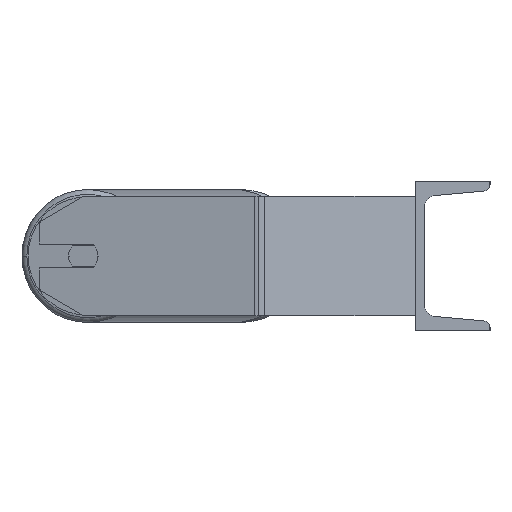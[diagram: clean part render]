
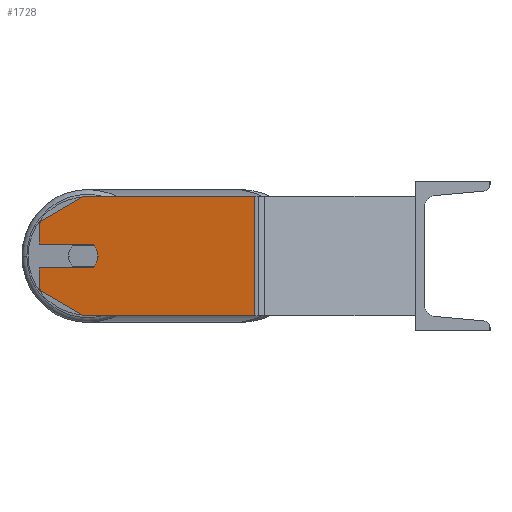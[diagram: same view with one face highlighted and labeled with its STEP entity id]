
A CAD part, left-side view. The second image highlights one B-rep face of the part: STEP entity #1728.
In plain terms, the highlighted planar face has unit normal (-0.985, 0.174, 0).
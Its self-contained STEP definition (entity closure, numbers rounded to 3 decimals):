
#1 = DIRECTION ( 'NONE',  ( 0., 0., -1. ) ) ;
#103 = PLANE ( 'NONE',  #8717 ) ;
#155 = CARTESIAN_POINT ( 'NONE',  ( -886.931, 251.768, 8. ) ) ;
#318 = CARTESIAN_POINT ( 'NONE',  ( -886.931, 251.768, 22.679 ) ) ;
#329 = CARTESIAN_POINT ( 'NONE',  ( -912.323, 107.762, 40. ) ) ;
#356 = ORIENTED_EDGE ( 'NONE', *, *, #7732, .F. ) ;
#394 = ORIENTED_EDGE ( 'NONE', *, *, #6306, .F. ) ;
#543 = LINE ( 'NONE', #2105, #5496 ) ;
#886 = DIRECTION ( 'NONE',  ( -0.985, 0.174, 0. ) ) ;
#896 = EDGE_CURVE ( 'NONE', #2767, #9020, #543, .T. ) ;
#1050 = DIRECTION ( 'NONE',  ( -0.15, -0.853, -0.5 ) ) ;
#1165 = ORIENTED_EDGE ( 'NONE', *, *, #8599, .T. ) ;
#1250 = CIRCLE ( 'NONE', #2582, 10. ) ;
#1265 = CIRCLE ( 'NONE', #4787, 10. ) ;
#1345 = EDGE_CURVE ( 'NONE', #7129, #3897, #2232, .T. ) ;
#1434 = DIRECTION ( 'NONE',  ( -0.174, -0.985, 0. ) ) ;
#1503 = LINE ( 'NONE', #5071, #3000 ) ;
#1662 = DIRECTION ( 'NONE',  ( -0.174, -0.985, 0. ) ) ;
#1705 = CARTESIAN_POINT ( 'NONE',  ( -892.14, 222.223, 40. ) ) ;
#1728 = ADVANCED_FACE ( 'NONE', ( #7857 ), #103, .F. ) ;
#1760 = VERTEX_POINT ( 'NONE', #7810 ) ;
#2015 = DIRECTION ( 'NONE',  ( 0., 0., -1. ) ) ;
#2066 = VERTEX_POINT ( 'NONE', #8636 ) ;
#2105 = CARTESIAN_POINT ( 'NONE',  ( -886.931, 251.768, 40. ) ) ;
#2232 = LINE ( 'NONE', #3836, #3826 ) ;
#2239 = DIRECTION ( 'NONE',  ( -0.174, -0.985, 0. ) ) ;
#2325 = DIRECTION ( 'NONE',  ( 0.15, 0.853, -0.5 ) ) ;
#2374 = ORIENTED_EDGE ( 'NONE', *, *, #5019, .T. ) ;
#2420 = VERTEX_POINT ( 'NONE', #4053 ) ;
#2465 = ORIENTED_EDGE ( 'NONE', *, *, #5728, .F. ) ;
#2581 = CARTESIAN_POINT ( 'NONE',  ( -886.931, 251.768, 8. ) ) ;
#2582 = AXIS2_PLACEMENT_3D ( 'NONE', #4703, #5479, #3450 ) ;
#2767 = VERTEX_POINT ( 'NONE', #4773 ) ;
#3000 = VECTOR ( 'NONE', #2239, 1000. ) ;
#3167 = VECTOR ( 'NONE', #1050, 1000. ) ;
#3241 = LINE ( 'NONE', #329, #5821 ) ;
#3261 = VERTEX_POINT ( 'NONE', #155 ) ;
#3370 = LINE ( 'NONE', #6196, #7889 ) ;
#3450 = DIRECTION ( 'NONE',  ( -0.174, -0.985, 0. ) ) ;
#3656 = DIRECTION ( 'NONE',  ( 0.985, -0.174, 0. ) ) ;
#3826 = VECTOR ( 'NONE', #2325, 1000. ) ;
#3836 = CARTESIAN_POINT ( 'NONE',  ( -886.931, 251.768, 22.679 ) ) ;
#3895 = VECTOR ( 'NONE', #1434, 1000. ) ;
#3897 = VERTEX_POINT ( 'NONE', #318 ) ;
#4053 = CARTESIAN_POINT ( 'NONE',  ( -892.14, 222.223, -40. ) ) ;
#4096 = EDGE_LOOP ( 'NONE', ( #7145, #2374, #1165, #5331, #7657, #7082, #6006, #394, #7218, #2465, #356 ) ) ;
#4379 = VERTEX_POINT ( 'NONE', #5566 ) ;
#4546 = EDGE_CURVE ( 'NONE', #4379, #2066, #3241, .T. ) ;
#4703 = CARTESIAN_POINT ( 'NONE',  ( -892.14, 222.223, 0. ) ) ;
#4773 = CARTESIAN_POINT ( 'NONE',  ( -886.931, 251.768, -8. ) ) ;
#4787 = AXIS2_PLACEMENT_3D ( 'NONE', #7271, #886, #1662 ) ;
#5019 = EDGE_CURVE ( 'NONE', #9020, #2420, #7358, .T. ) ;
#5024 = CARTESIAN_POINT ( 'NONE',  ( -886.931, 251.768, -22.679 ) ) ;
#5035 = CARTESIAN_POINT ( 'NONE',  ( -893.182, 216.314, 8. ) ) ;
#5071 = CARTESIAN_POINT ( 'NONE',  ( -893.182, 216.314, -8. ) ) ;
#5087 = CARTESIAN_POINT ( 'NONE',  ( -886.931, 251.768, -40. ) ) ;
#5100 = CARTESIAN_POINT ( 'NONE',  ( -886.931, 251.768, 40. ) ) ;
#5331 = ORIENTED_EDGE ( 'NONE', *, *, #4546, .F. ) ;
#5479 = DIRECTION ( 'NONE',  ( -0.985, 0.174, 0. ) ) ;
#5496 = VECTOR ( 'NONE', #2015, 1000. ) ;
#5566 = CARTESIAN_POINT ( 'NONE',  ( -912.323, 107.762, 40. ) ) ;
#5728 = EDGE_CURVE ( 'NONE', #1760, #6790, #1265, .T. ) ;
#5813 = EDGE_CURVE ( 'NONE', #7129, #4379, #8598, .T. ) ;
#5821 = VECTOR ( 'NONE', #6065, 1000. ) ;
#5915 = CARTESIAN_POINT ( 'NONE',  ( -886.931, 251.768, 40. ) ) ;
#5983 = EDGE_CURVE ( 'NONE', #3897, #3261, #3370, .T. ) ;
#6006 = ORIENTED_EDGE ( 'NONE', *, *, #5983, .T. ) ;
#6065 = DIRECTION ( 'NONE',  ( 0., 0., -1. ) ) ;
#6196 = CARTESIAN_POINT ( 'NONE',  ( -886.931, 251.768, 40. ) ) ;
#6306 = EDGE_CURVE ( 'NONE', #8653, #3261, #8031, .T. ) ;
#6561 = VECTOR ( 'NONE', #7489, 1000. ) ;
#6790 = VERTEX_POINT ( 'NONE', #6957 ) ;
#6957 = CARTESIAN_POINT ( 'NONE',  ( -893.876, 212.375, 0. ) ) ;
#7082 = ORIENTED_EDGE ( 'NONE', *, *, #1345, .T. ) ;
#7129 = VERTEX_POINT ( 'NONE', #1705 ) ;
#7145 = ORIENTED_EDGE ( 'NONE', *, *, #896, .T. ) ;
#7218 = ORIENTED_EDGE ( 'NONE', *, *, #8886, .F. ) ;
#7219 = LINE ( 'NONE', #5087, #3895 ) ;
#7271 = CARTESIAN_POINT ( 'NONE',  ( -892.14, 222.223, 0. ) ) ;
#7358 = LINE ( 'NONE', #7397, #3167 ) ;
#7397 = CARTESIAN_POINT ( 'NONE',  ( -892.14, 222.223, -40. ) ) ;
#7489 = DIRECTION ( 'NONE',  ( 0.174, 0.985, 0. ) ) ;
#7657 = ORIENTED_EDGE ( 'NONE', *, *, #5813, .F. ) ;
#7732 = EDGE_CURVE ( 'NONE', #2767, #1760, #1503, .T. ) ;
#7810 = CARTESIAN_POINT ( 'NONE',  ( -893.182, 216.314, -8. ) ) ;
#7857 = FACE_OUTER_BOUND ( 'NONE', #4096, .T. ) ;
#7889 = VECTOR ( 'NONE', #1, 1000. ) ;
#7913 = DIRECTION ( 'NONE',  ( -0.174, -0.985, 0. ) ) ;
#7950 = DIRECTION ( 'NONE',  ( 0.174, 0.985, 0. ) ) ;
#8031 = LINE ( 'NONE', #2581, #6561 ) ;
#8047 = VECTOR ( 'NONE', #7913, 1000. ) ;
#8598 = LINE ( 'NONE', #5915, #8047 ) ;
#8599 = EDGE_CURVE ( 'NONE', #2420, #2066, #7219, .T. ) ;
#8636 = CARTESIAN_POINT ( 'NONE',  ( -912.323, 107.762, -40. ) ) ;
#8653 = VERTEX_POINT ( 'NONE', #5035 ) ;
#8717 = AXIS2_PLACEMENT_3D ( 'NONE', #5100, #3656, #7950 ) ;
#8886 = EDGE_CURVE ( 'NONE', #6790, #8653, #1250, .T. ) ;
#9020 = VERTEX_POINT ( 'NONE', #5024 ) ;
